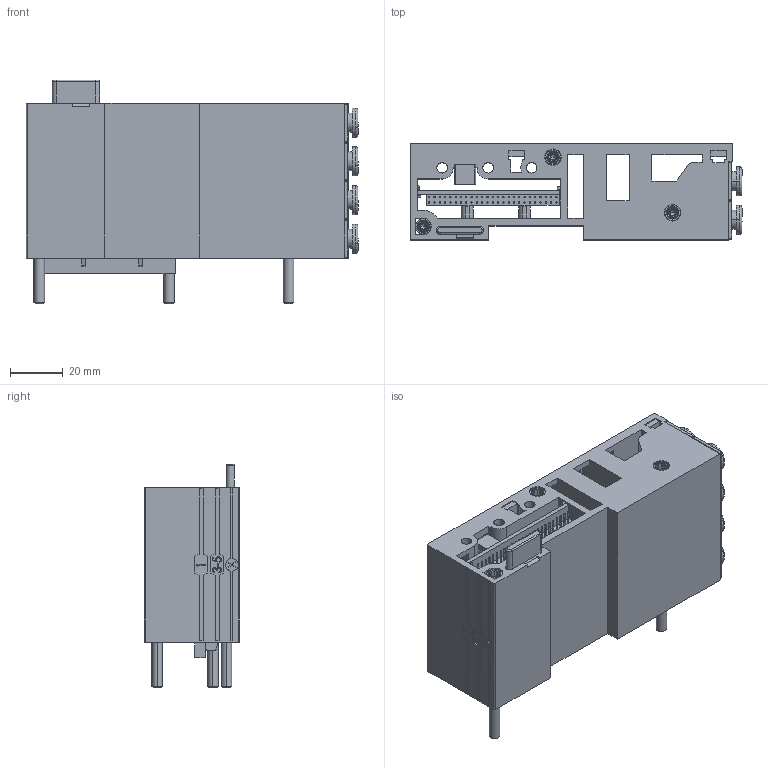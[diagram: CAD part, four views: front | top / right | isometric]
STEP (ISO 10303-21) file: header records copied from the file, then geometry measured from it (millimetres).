
FILE_DESCRIPTION (( 'STEP AP203' ), '1' );
FILE_NAME ('PAL-B4414.step', '2020-10-29T13:46:52', ( '' ), ( '' ), 'SwSTEP 2.0', 'SolidWorks 2019', '' );
FILE_SCHEMA (( 'CONFIG_CONTROL_DESIGN' ));
Length unit declared in the file: inch
Products named in the file (1): PAL-B4414
Bounding box: 125.3 x 36.2 x 84.5 mm (x, y, z)
Volume: 155250.4 mm3; surface area: 82865.9 mm2
Topology: 7 solids, 7 shells, 1682 faces, 4172 edges, 2690 vertices
Faces by surface type: plane 918, cylinder 586, cone 144, torus 34
Entity records: 51231 total; most frequent: CARTESIAN_POINT 10015, DIRECTION 8796, ORIENTED_EDGE 8320, EDGE_CURVE 4160, AXIS2_PLACEMENT_3D 3131, VERTEX_POINT 2690, LINE 2534, VECTOR 2534
